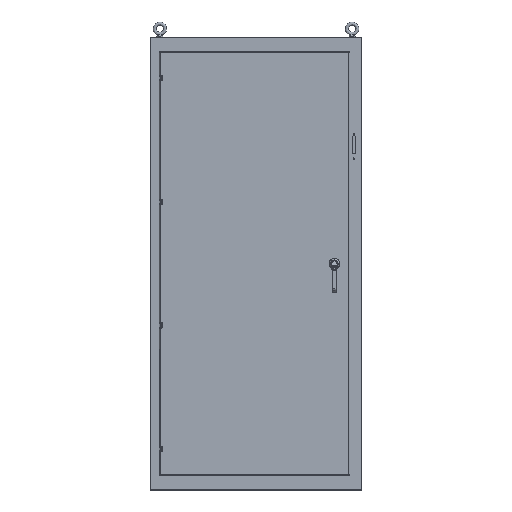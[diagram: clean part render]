
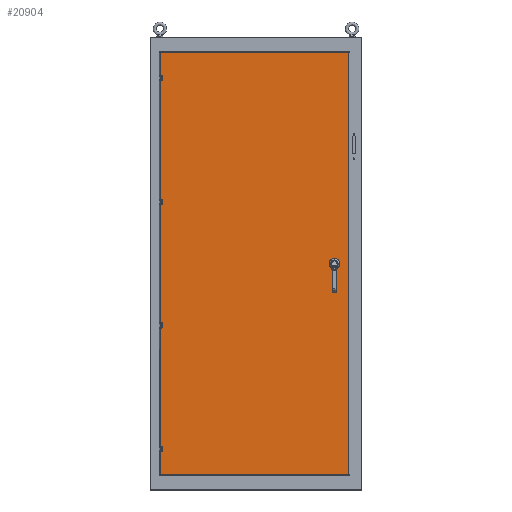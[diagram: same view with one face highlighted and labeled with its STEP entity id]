
A CAD part, top view. The second image highlights one B-rep face of the part: STEP entity #20904.
In plain terms, the highlighted planar face has unit normal (0, 0, 1).
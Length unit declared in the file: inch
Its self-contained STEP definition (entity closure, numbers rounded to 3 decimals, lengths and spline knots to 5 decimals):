
#428 = LINE ( 'NONE', #144311, #83966 ) ;
#859 = EDGE_CURVE ( 'NONE', #144909, #144909, #43332, .T. ) ;
#6979 = LINE ( 'NONE', #104236, #109407 ) ;
#9936 = VERTEX_POINT ( 'NONE', #81781 ) ;
#10325 = LINE ( 'NONE', #72542, #107007 ) ;
#11568 = AXIS2_PLACEMENT_3D ( 'NONE', #56524, #93131, #114915 ) ;
#15576 = FACE_BOUND ( 'NONE', #52935, .T. ) ;
#17766 = VERTEX_POINT ( 'NONE', #83124 ) ;
#20904 = ADVANCED_FACE ( 'NONE', ( #122176, #15576 ), #63047, .F. ) ;
#25904 = VERTEX_POINT ( 'NONE', #122499 ) ;
#30792 = VECTOR ( 'NONE', #79363, 39.37008 ) ;
#31628 = ORIENTED_EDGE ( 'NONE', *, *, #110907, .F. ) ;
#35415 = DIRECTION ( 'NONE',  ( 0., 0., 1. ) ) ;
#43332 = CIRCLE ( 'NONE', #95607, 0.22146 ) ;
#45065 = DIRECTION ( 'NONE',  ( 0., 1., 0. ) ) ;
#51272 = ORIENTED_EDGE ( 'NONE', *, *, #87611, .F. ) ;
#52935 = EDGE_LOOP ( 'NONE', ( #53290 ) ) ;
#53290 = ORIENTED_EDGE ( 'NONE', *, *, #859, .F. ) ;
#56524 = CARTESIAN_POINT ( 'NONE',  ( -0.2812, 0., 10.058 ) ) ;
#57775 = DIRECTION ( 'NONE',  ( 1., 0., 0. ) ) ;
#61858 = DIRECTION ( 'NONE',  ( -1., 0., 0. ) ) ;
#63047 = PLANE ( 'NONE',  #11568 ) ;
#72542 = CARTESIAN_POINT ( 'NONE',  ( -0.2812, 40.1122, 10.058 ) ) ;
#73401 = EDGE_CURVE ( 'NONE', #9936, #25904, #77097, .T. ) ;
#77097 = LINE ( 'NONE', #90313, #30792 ) ;
#77469 = ORIENTED_EDGE ( 'NONE', *, *, #148960, .F. ) ;
#79363 = DIRECTION ( 'NONE',  ( 0., -1., 0. ) ) ;
#81781 = CARTESIAN_POINT ( 'NONE',  ( 17.6747, 40.1122, 10.058 ) ) ;
#83124 = CARTESIAN_POINT ( 'NONE',  ( -18.23711, 40.1122, 10.058 ) ) ;
#83966 = VECTOR ( 'NONE', #61858, 39.37008 ) ;
#87611 = EDGE_CURVE ( 'NONE', #25904, #135763, #428, .T. ) ;
#90313 = CARTESIAN_POINT ( 'NONE',  ( 17.6747, 0., 10.058 ) ) ;
#93131 = DIRECTION ( 'NONE',  ( 0., 0., -1. ) ) ;
#95607 = AXIS2_PLACEMENT_3D ( 'NONE', #106268, #35415, #103954 ) ;
#98282 = CARTESIAN_POINT ( 'NONE',  ( 15.12844, 0., 10.058 ) ) ;
#103954 = DIRECTION ( 'NONE',  ( 1., 0., 0. ) ) ;
#104236 = CARTESIAN_POINT ( 'NONE',  ( -18.23711, 0., 10.058 ) ) ;
#106268 = CARTESIAN_POINT ( 'NONE',  ( 14.90699, 0., 10.058 ) ) ;
#107007 = VECTOR ( 'NONE', #57775, 39.37008 ) ;
#109407 = VECTOR ( 'NONE', #45065, 39.37008 ) ;
#110417 = ORIENTED_EDGE ( 'NONE', *, *, #73401, .F. ) ;
#110907 = EDGE_CURVE ( 'NONE', #17766, #9936, #10325, .T. ) ;
#114915 = DIRECTION ( 'NONE',  ( -1., 0., 0. ) ) ;
#115927 = EDGE_LOOP ( 'NONE', ( #51272, #110417, #31628, #77469 ) ) ;
#122176 = FACE_OUTER_BOUND ( 'NONE', #115927, .T. ) ;
#122499 = CARTESIAN_POINT ( 'NONE',  ( 17.6747, -40.1122, 10.058 ) ) ;
#135763 = VERTEX_POINT ( 'NONE', #143604 ) ;
#143604 = CARTESIAN_POINT ( 'NONE',  ( -18.23711, -40.1122, 10.058 ) ) ;
#144311 = CARTESIAN_POINT ( 'NONE',  ( -0.2812, -40.1122, 10.058 ) ) ;
#144909 = VERTEX_POINT ( 'NONE', #98282 ) ;
#148960 = EDGE_CURVE ( 'NONE', #135763, #17766, #6979, .T. ) ;
